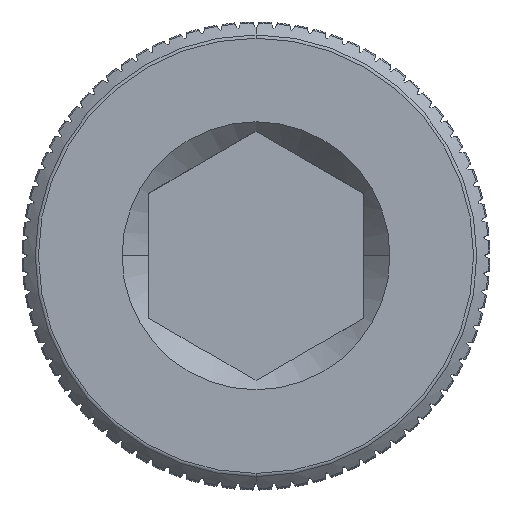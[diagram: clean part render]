
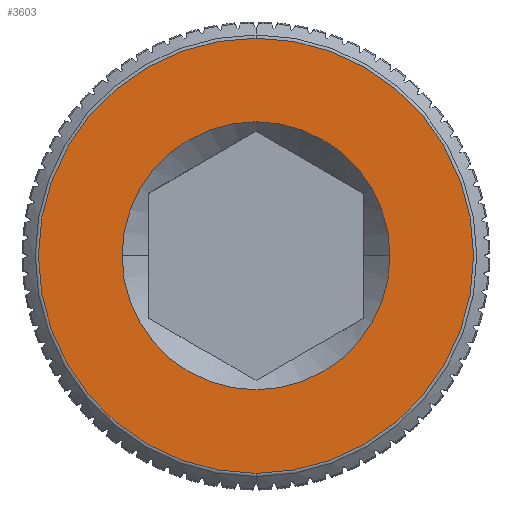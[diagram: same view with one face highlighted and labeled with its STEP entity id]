
A CAD part, top view. The second image highlights one B-rep face of the part: STEP entity #3603.
In plain terms, the highlighted planar face has unit normal (0, 0, 1).
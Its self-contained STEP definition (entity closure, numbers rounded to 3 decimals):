
#3007 = CARTESIAN_POINT ( 'NONE',  ( 0., -6.048, 24. ) ) ;
#3013 = CARTESIAN_POINT ( 'NONE',  ( 0., 0., 24. ) ) ;
#3603 = ADVANCED_FACE ( 'NONE', ( #9212, #18241 ), #9668, .T. ) ;
#4358 = CARTESIAN_POINT ( 'NONE',  ( -3.724, 0., 24. ) ) ;
#5105 = ORIENTED_EDGE ( 'NONE', *, *, #6041, .F. ) ;
#5965 = VERTEX_POINT ( 'NONE', #6463 ) ;
#6041 = EDGE_CURVE ( 'NONE', #11472, #5965, #14806, .T. ) ;
#6463 = CARTESIAN_POINT ( 'NONE',  ( 0., 6.048, 24. ) ) ;
#6648 = ORIENTED_EDGE ( 'NONE', *, *, #10356, .F. ) ;
#6776 = DIRECTION ( 'NONE',  ( 0., 0., -1. ) ) ;
#8760 = CIRCLE ( 'NONE', #10580, 3.724 ) ;
#9212 = FACE_BOUND ( 'NONE', #27603, .T. ) ;
#9668 = PLANE ( 'NONE',  #15864 ) ;
#10356 = EDGE_CURVE ( 'NONE', #23997, #23170, #8760, .T. ) ;
#10545 = CARTESIAN_POINT ( 'NONE',  ( 3.724, 0., 24. ) ) ;
#10580 = AXIS2_PLACEMENT_3D ( 'NONE', #30813, #16260, #11537 ) ;
#11293 = ORIENTED_EDGE ( 'NONE', *, *, #13339, .F. ) ;
#11472 = VERTEX_POINT ( 'NONE', #3007 ) ;
#11537 = DIRECTION ( 'NONE',  ( 1., 0., 0. ) ) ;
#12084 = DIRECTION ( 'NONE',  ( 0., 0., 1. ) ) ;
#13339 = EDGE_CURVE ( 'NONE', #5965, #11472, #26245, .T. ) ;
#14806 = CIRCLE ( 'NONE', #17657, 6.048 ) ;
#15864 = AXIS2_PLACEMENT_3D ( 'NONE', #3013, #12084, #24183 ) ;
#16260 = DIRECTION ( 'NONE',  ( 0., 0., 1. ) ) ;
#17657 = AXIS2_PLACEMENT_3D ( 'NONE', #23479, #6776, #30857 ) ;
#18241 = FACE_OUTER_BOUND ( 'NONE', #21459, .T. ) ;
#18330 = DIRECTION ( 'NONE',  ( 0., 0., -1. ) ) ;
#18513 = EDGE_CURVE ( 'NONE', #23170, #23997, #27227, .T. ) ;
#18794 = DIRECTION ( 'NONE',  ( 1., 0., 0. ) ) ;
#19159 = AXIS2_PLACEMENT_3D ( 'NONE', #30420, #21069, #18794 ) ;
#20721 = DIRECTION ( 'NONE',  ( 0., 1., 0. ) ) ;
#21069 = DIRECTION ( 'NONE',  ( 0., 0., 1. ) ) ;
#21459 = EDGE_LOOP ( 'NONE', ( #11293, #5105 ) ) ;
#22596 = AXIS2_PLACEMENT_3D ( 'NONE', #28281, #18330, #20721 ) ;
#23170 = VERTEX_POINT ( 'NONE', #10545 ) ;
#23479 = CARTESIAN_POINT ( 'NONE',  ( 0., 0., 24. ) ) ;
#23997 = VERTEX_POINT ( 'NONE', #4358 ) ;
#24183 = DIRECTION ( 'NONE',  ( 0., -1., 0. ) ) ;
#24790 = ORIENTED_EDGE ( 'NONE', *, *, #18513, .F. ) ;
#26245 = CIRCLE ( 'NONE', #22596, 6.048 ) ;
#27227 = CIRCLE ( 'NONE', #19159, 3.724 ) ;
#27603 = EDGE_LOOP ( 'NONE', ( #24790, #6648 ) ) ;
#28281 = CARTESIAN_POINT ( 'NONE',  ( 0., 0., 24. ) ) ;
#30420 = CARTESIAN_POINT ( 'NONE',  ( 0., 0., 24. ) ) ;
#30813 = CARTESIAN_POINT ( 'NONE',  ( 0., 0., 24. ) ) ;
#30857 = DIRECTION ( 'NONE',  ( 0., 1., 0. ) ) ;
